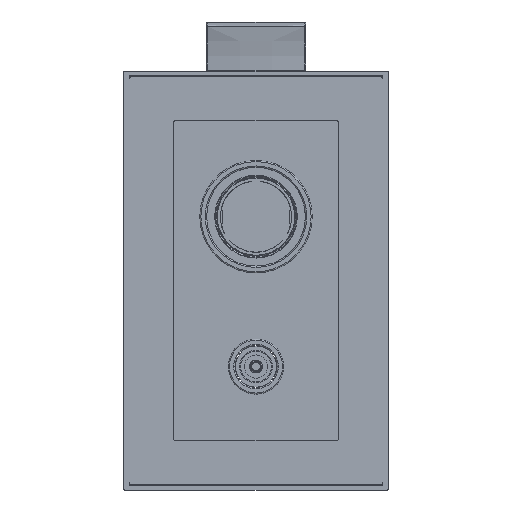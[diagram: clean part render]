
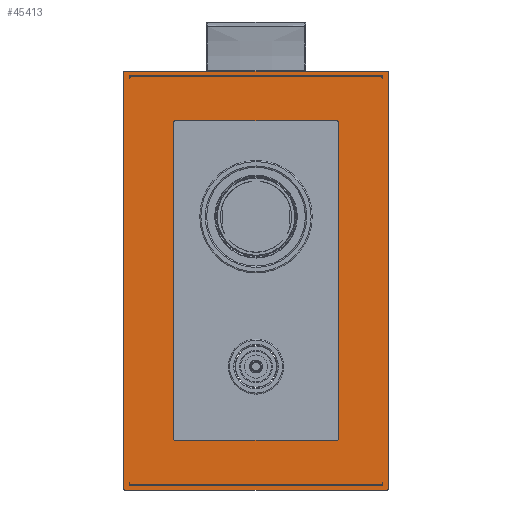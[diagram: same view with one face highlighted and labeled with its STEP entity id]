
A CAD part, front view. The second image highlights one B-rep face of the part: STEP entity #45413.
In plain terms, the highlighted planar face has unit normal (0, -1, 0).
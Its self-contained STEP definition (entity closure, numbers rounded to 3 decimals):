
#43663=CARTESIAN_POINT('',(59.5,45.,65.5));
#43664=DIRECTION('',(0.,-1.,0.));
#43665=DIRECTION('',(1.,0.,0.));
#43666=AXIS2_PLACEMENT_3D('',#43663,#43664,#43665);
#43668=DIRECTION('',(0.,0.,-1.));
#43669=VECTOR('',#43668,189.);
#43670=CARTESIAN_POINT('',(60.,45.,65.5));
#43671=LINE('',#43670,#43669);
#43672=CARTESIAN_POINT('',(59.5,45.,-123.5));
#43673=DIRECTION('',(0.,-1.,0.));
#43674=DIRECTION('',(0.,0.,-1.));
#43675=AXIS2_PLACEMENT_3D('',#43672,#43673,#43674);
#43677=DIRECTION('',(-1.,0.,0.));
#43678=VECTOR('',#43677,119.);
#43679=CARTESIAN_POINT('',(59.5,45.,-124.));
#43680=LINE('',#43679,#43678);
#43681=CARTESIAN_POINT('',(-59.5,45.,-123.5));
#43682=DIRECTION('',(0.,-1.,0.));
#43683=DIRECTION('',(-1.,0.,0.));
#43684=AXIS2_PLACEMENT_3D('',#43681,#43682,#43683);
#43686=DIRECTION('',(0.,0.,1.));
#43687=VECTOR('',#43686,189.);
#43688=CARTESIAN_POINT('',(-60.,45.,-123.5));
#43689=LINE('',#43688,#43687);
#43690=CARTESIAN_POINT('',(-59.5,45.,65.5));
#43691=DIRECTION('',(0.,-1.,0.));
#43692=DIRECTION('',(0.,0.,1.));
#43693=AXIS2_PLACEMENT_3D('',#43690,#43691,#43692);
#43695=DIRECTION('',(1.,0.,0.));
#43696=VECTOR('',#43695,119.);
#43697=CARTESIAN_POINT('',(-59.5,45.,66.));
#43698=LINE('',#43697,#43696);
#43699=DIRECTION('',(0.,0.,1.));
#43700=VECTOR('',#43699,1.5);
#43701=CARTESIAN_POINT('',(-57.5,45.,62.5));
#43702=LINE('',#43701,#43700);
#43703=CARTESIAN_POINT('',(-56.5,45.,62.5));
#43704=DIRECTION('',(0.,-1.,0.));
#43705=DIRECTION('',(0.,0.,1.));
#43706=AXIS2_PLACEMENT_3D('',#43703,#43704,#43705);
#43708=DIRECTION('',(1.,0.,0.));
#43709=VECTOR('',#43708,113.);
#43710=CARTESIAN_POINT('',(-56.5,45.,63.5));
#43711=LINE('',#43710,#43709);
#43712=CARTESIAN_POINT('',(56.5,45.,62.5));
#43713=DIRECTION('',(0.,-1.,0.));
#43714=DIRECTION('',(1.,0.,0.));
#43715=AXIS2_PLACEMENT_3D('',#43712,#43713,#43714);
#43717=DIRECTION('',(0.,0.,-1.));
#43718=VECTOR('',#43717,1.5);
#43719=CARTESIAN_POINT('',(57.5,45.,64.));
#43720=LINE('',#43719,#43718);
#43721=DIRECTION('',(1.,0.,0.));
#43722=VECTOR('',#43721,115.);
#43723=CARTESIAN_POINT('',(-57.5,45.,64.));
#43724=LINE('',#43723,#43722);
#43725=DIRECTION('',(1.,0.,0.));
#43726=VECTOR('',#43725,73.);
#43727=CARTESIAN_POINT('',(-36.5,45.,-101.5));
#43728=LINE('',#43727,#43726);
#43729=DIRECTION('',(0.,0.,1.));
#43730=VECTOR('',#43729,143.);
#43731=CARTESIAN_POINT('',(37.5,45.,-100.5));
#43732=LINE('',#43731,#43730);
#43733=DIRECTION('',(-1.,0.,0.));
#43734=VECTOR('',#43733,73.);
#43735=CARTESIAN_POINT('',(36.5,45.,43.5));
#43736=LINE('',#43735,#43734);
#43737=DIRECTION('',(0.,0.,-1.));
#43738=VECTOR('',#43737,143.);
#43739=CARTESIAN_POINT('',(-37.5,45.,42.5));
#43740=LINE('',#43739,#43738);
#43741=DIRECTION('',(0.,0.,-1.));
#43742=VECTOR('',#43741,1.5);
#43743=CARTESIAN_POINT('',(57.5,45.,-120.5));
#43744=LINE('',#43743,#43742);
#43745=CARTESIAN_POINT('',(56.5,45.,-120.5));
#43746=DIRECTION('',(0.,-1.,0.));
#43747=DIRECTION('',(0.,0.,-1.));
#43748=AXIS2_PLACEMENT_3D('',#43745,#43746,#43747);
#43750=DIRECTION('',(-1.,0.,0.));
#43751=VECTOR('',#43750,113.);
#43752=CARTESIAN_POINT('',(56.5,45.,-121.5));
#43753=LINE('',#43752,#43751);
#43754=CARTESIAN_POINT('',(-56.5,45.,-120.5));
#43755=DIRECTION('',(0.,-1.,0.));
#43756=DIRECTION('',(-1.,0.,0.));
#43757=AXIS2_PLACEMENT_3D('',#43754,#43755,#43756);
#43759=DIRECTION('',(0.,0.,1.));
#43760=VECTOR('',#43759,1.5);
#43761=CARTESIAN_POINT('',(-57.5,45.,-122.));
#43762=LINE('',#43761,#43760);
#43763=DIRECTION('',(-1.,0.,0.));
#43764=VECTOR('',#43763,115.);
#43765=CARTESIAN_POINT('',(57.5,45.,-122.));
#43766=LINE('',#43765,#43764);
#44177=CARTESIAN_POINT('',(36.5,45.,-100.5));
#44178=DIRECTION('',(0.,1.,0.));
#44179=DIRECTION('',(1.,0.,0.));
#44180=AXIS2_PLACEMENT_3D('',#44177,#44178,#44179);
#44195=CARTESIAN_POINT('',(-36.5,45.,-100.5));
#44196=DIRECTION('',(0.,1.,0.));
#44197=DIRECTION('',(0.,0.,-1.));
#44198=AXIS2_PLACEMENT_3D('',#44195,#44196,#44197);
#44213=CARTESIAN_POINT('',(-36.5,45.,42.5));
#44214=DIRECTION('',(0.,1.,0.));
#44215=DIRECTION('',(-1.,0.,0.));
#44216=AXIS2_PLACEMENT_3D('',#44213,#44214,#44215);
#44231=CARTESIAN_POINT('',(36.5,45.,42.5));
#44232=DIRECTION('',(0.,1.,0.));
#44233=DIRECTION('',(0.,0.,1.));
#44234=AXIS2_PLACEMENT_3D('',#44231,#44232,#44233);
#44268=CARTESIAN_POINT('',(57.5,45.,-122.));
#44269=CARTESIAN_POINT('',(-57.5,45.,-122.));
#44270=VERTEX_POINT('',#44268);
#44271=VERTEX_POINT('',#44269);
#44272=CARTESIAN_POINT('',(-57.5,45.,64.));
#44273=CARTESIAN_POINT('',(57.5,45.,64.));
#44274=VERTEX_POINT('',#44272);
#44275=VERTEX_POINT('',#44273);
#44300=CARTESIAN_POINT('',(60.,45.,65.5));
#44301=CARTESIAN_POINT('',(59.5,45.,66.));
#44302=VERTEX_POINT('',#44300);
#44303=VERTEX_POINT('',#44301);
#44304=CARTESIAN_POINT('',(59.5,45.,-124.));
#44305=CARTESIAN_POINT('',(60.,45.,-123.5));
#44306=VERTEX_POINT('',#44304);
#44307=VERTEX_POINT('',#44305);
#44308=CARTESIAN_POINT('',(-60.,45.,-123.5));
#44309=CARTESIAN_POINT('',(-59.5,45.,-124.));
#44310=VERTEX_POINT('',#44308);
#44311=VERTEX_POINT('',#44309);
#44312=CARTESIAN_POINT('',(-59.5,45.,66.));
#44313=CARTESIAN_POINT('',(-60.,45.,65.5));
#44314=VERTEX_POINT('',#44312);
#44315=VERTEX_POINT('',#44313);
#44356=CARTESIAN_POINT('',(-36.5,45.,-101.5));
#44358=VERTEX_POINT('',#44356);
#44360=CARTESIAN_POINT('',(-37.5,45.,-100.5));
#44362=VERTEX_POINT('',#44360);
#44364=CARTESIAN_POINT('',(37.5,45.,-100.5));
#44366=VERTEX_POINT('',#44364);
#44368=CARTESIAN_POINT('',(36.5,45.,-101.5));
#44370=VERTEX_POINT('',#44368);
#44372=CARTESIAN_POINT('',(36.5,45.,43.5));
#44374=VERTEX_POINT('',#44372);
#44376=CARTESIAN_POINT('',(37.5,45.,42.5));
#44378=VERTEX_POINT('',#44376);
#44380=CARTESIAN_POINT('',(-37.5,45.,42.5));
#44382=VERTEX_POINT('',#44380);
#44384=CARTESIAN_POINT('',(-36.5,45.,43.5));
#44386=VERTEX_POINT('',#44384);
#44389=CARTESIAN_POINT('',(56.5,45.,-121.5));
#44391=VERTEX_POINT('',#44389);
#44393=CARTESIAN_POINT('',(-56.5,45.,-121.5));
#44395=VERTEX_POINT('',#44393);
#44397=CARTESIAN_POINT('',(-56.5,45.,63.5));
#44399=VERTEX_POINT('',#44397);
#44401=CARTESIAN_POINT('',(56.5,45.,63.5));
#44403=VERTEX_POINT('',#44401);
#44408=CARTESIAN_POINT('',(57.5,45.,-120.5));
#44409=VERTEX_POINT('',#44408);
#44410=CARTESIAN_POINT('',(57.5,45.,62.5));
#44411=VERTEX_POINT('',#44410);
#44416=CARTESIAN_POINT('',(-57.5,45.,-120.5));
#44417=VERTEX_POINT('',#44416);
#44418=CARTESIAN_POINT('',(-57.5,45.,62.5));
#44419=VERTEX_POINT('',#44418);
#45352=CARTESIAN_POINT('',(0.,45.,-29.));
#45353=DIRECTION('',(0.,1.,0.));
#45354=DIRECTION('',(1.,0.,0.));
#45355=AXIS2_PLACEMENT_3D('',#45352,#45353,#45354);
#45356=PLANE('',#45355);
#45357=ORIENTED_EDGE('',*,*,#45237,.F.);
#45358=ORIENTED_EDGE('',*,*,#45259,.T.);
#45359=ORIENTED_EDGE('',*,*,#45319,.F.);
#45360=ORIENTED_EDGE('',*,*,#45339,.T.);
#45361=ORIENTED_EDGE('',*,*,#45070,.F.);
#45362=ORIENTED_EDGE('',*,*,#45093,.T.);
#45363=ORIENTED_EDGE('',*,*,#45154,.F.);
#45364=ORIENTED_EDGE('',*,*,#45176,.T.);
#45365=EDGE_LOOP('',(#45357,#45358,#45359,#45360,#45361,#45362,#45363,#45364));
#45366=FACE_OUTER_BOUND('',#45365,.F.);
#45368=ORIENTED_EDGE('',*,*,#45367,.F.);
#45370=ORIENTED_EDGE('',*,*,#45369,.F.);
#45372=ORIENTED_EDGE('',*,*,#45371,.T.);
#45374=ORIENTED_EDGE('',*,*,#45373,.F.);
#45376=ORIENTED_EDGE('',*,*,#45375,.F.);
#45378=ORIENTED_EDGE('',*,*,#45377,.F.);
#45379=EDGE_LOOP('',(#45368,#45370,#45372,#45374,#45376,#45378));
#45380=FACE_BOUND('',#45379,.F.);
#45382=ORIENTED_EDGE('',*,*,#45381,.T.);
#45384=ORIENTED_EDGE('',*,*,#45383,.F.);
#45386=ORIENTED_EDGE('',*,*,#45385,.T.);
#45388=ORIENTED_EDGE('',*,*,#45387,.F.);
#45390=ORIENTED_EDGE('',*,*,#45389,.T.);
#45392=ORIENTED_EDGE('',*,*,#45391,.F.);
#45394=ORIENTED_EDGE('',*,*,#45393,.T.);
#45396=ORIENTED_EDGE('',*,*,#45395,.F.);
#45397=EDGE_LOOP('',(#45382,#45384,#45386,#45388,#45390,#45392,#45394,#45396));
#45398=FACE_BOUND('',#45397,.F.);
#45400=ORIENTED_EDGE('',*,*,#45399,.F.);
#45402=ORIENTED_EDGE('',*,*,#45401,.F.);
#45404=ORIENTED_EDGE('',*,*,#45403,.T.);
#45406=ORIENTED_EDGE('',*,*,#45405,.F.);
#45408=ORIENTED_EDGE('',*,*,#45407,.F.);
#45410=ORIENTED_EDGE('',*,*,#45409,.F.);
#45411=EDGE_LOOP('',(#45400,#45402,#45404,#45406,#45408,#45410));
#45412=FACE_BOUND('',#45411,.F.);
#45413=ADVANCED_FACE('',(#45366,#45380,#45398,#45412),#45356,.F.);
#43667=CIRCLE('',#43666,0.5);
#43676=CIRCLE('',#43675,0.5);
#43685=CIRCLE('',#43684,0.5);
#43694=CIRCLE('',#43693,0.5);
#43707=CIRCLE('',#43706,1.);
#43716=CIRCLE('',#43715,1.);
#43749=CIRCLE('',#43748,1.);
#43758=CIRCLE('',#43757,1.);
#44181=CIRCLE('',#44180,1.);
#44199=CIRCLE('',#44198,1.);
#44217=CIRCLE('',#44216,1.);
#44235=CIRCLE('',#44234,1.);
#45070=EDGE_CURVE('',#44310,#44311,#43685,.T.);
#45093=EDGE_CURVE('',#44310,#44315,#43689,.T.);
#45154=EDGE_CURVE('',#44314,#44315,#43694,.T.);
#45176=EDGE_CURVE('',#44314,#44303,#43698,.T.);
#45237=EDGE_CURVE('',#44302,#44303,#43667,.T.);
#45259=EDGE_CURVE('',#44302,#44307,#43671,.T.);
#45319=EDGE_CURVE('',#44306,#44307,#43676,.T.);
#45339=EDGE_CURVE('',#44306,#44311,#43680,.T.);
#45367=EDGE_CURVE('',#44419,#44274,#43702,.T.);
#45369=EDGE_CURVE('',#44399,#44419,#43707,.T.);
#45371=EDGE_CURVE('',#44399,#44403,#43711,.T.);
#45373=EDGE_CURVE('',#44411,#44403,#43716,.T.);
#45375=EDGE_CURVE('',#44275,#44411,#43720,.T.);
#45377=EDGE_CURVE('',#44274,#44275,#43724,.T.);
#45381=EDGE_CURVE('',#44358,#44370,#43728,.T.);
#45383=EDGE_CURVE('',#44366,#44370,#44181,.T.);
#45385=EDGE_CURVE('',#44366,#44378,#43732,.T.);
#45387=EDGE_CURVE('',#44374,#44378,#44235,.T.);
#45389=EDGE_CURVE('',#44374,#44386,#43736,.T.);
#45391=EDGE_CURVE('',#44382,#44386,#44217,.T.);
#45393=EDGE_CURVE('',#44382,#44362,#43740,.T.);
#45395=EDGE_CURVE('',#44358,#44362,#44199,.T.);
#45399=EDGE_CURVE('',#44409,#44270,#43744,.T.);
#45401=EDGE_CURVE('',#44391,#44409,#43749,.T.);
#45403=EDGE_CURVE('',#44391,#44395,#43753,.T.);
#45405=EDGE_CURVE('',#44417,#44395,#43758,.T.);
#45407=EDGE_CURVE('',#44271,#44417,#43762,.T.);
#45409=EDGE_CURVE('',#44270,#44271,#43766,.T.);
